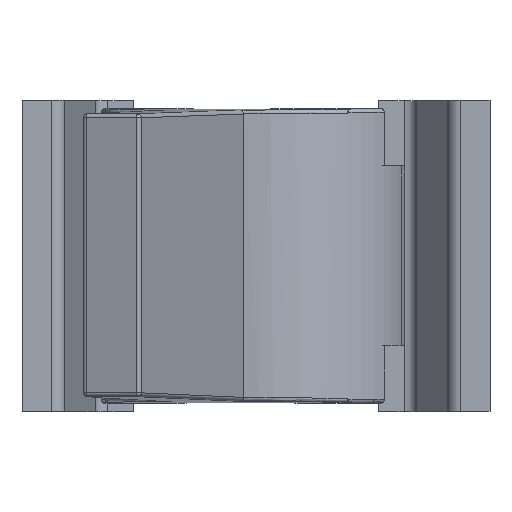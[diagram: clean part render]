
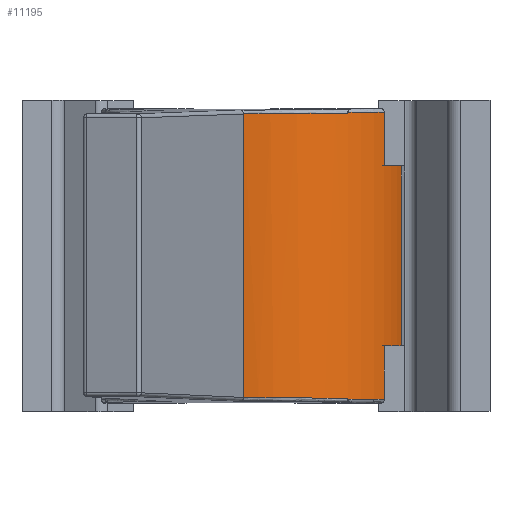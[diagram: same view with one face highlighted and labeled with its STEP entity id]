
A CAD part, top view. The second image highlights one B-rep face of the part: STEP entity #11195.
In plain terms, the highlighted cylindrical face has radius 6 mm (diameter 12 mm), a partial arc.
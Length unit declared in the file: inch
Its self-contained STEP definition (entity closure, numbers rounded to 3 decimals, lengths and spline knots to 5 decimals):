
#121=B_SPLINE_CURVE_WITH_KNOTS('',3,(#17419,#17420,#17421,#17422),
 .UNSPECIFIED.,.F.,.F.,(4,4),(-0.09226,-0.09205),
 .UNSPECIFIED.);
#122=B_SPLINE_CURVE_WITH_KNOTS('',3,(#17426,#17427,#17428,#17429),
 .UNSPECIFIED.,.F.,.F.,(4,4),(-0.04635,-0.04614),
 .UNSPECIFIED.);
#169=ELLIPSE('',#11977,0.23625,0.23622);
#170=ELLIPSE('',#11978,0.23625,0.23622);
#728=LINE('',#17377,#1959);
#731=LINE('',#17403,#1962);
#732=LINE('',#17407,#1963);
#733=LINE('',#17411,#1964);
#734=LINE('',#17415,#1965);
#735=LINE('',#17424,#1966);
#1959=VECTOR('',#13826,0.3937);
#1962=VECTOR('',#13831,0.3937);
#1963=VECTOR('',#13834,0.3937);
#1964=VECTOR('',#13837,0.3937);
#1965=VECTOR('',#13840,0.3937);
#1966=VECTOR('',#13843,0.3937);
#2719=CYLINDRICAL_SURFACE('',#11973,0.23622);
#3043=FACE_OUTER_BOUND('',#3695,.T.);
#3695=EDGE_LOOP('',(#8322,#8323,#8324,#8325,#8326,#8327,#8328,#8329,#8330,
#8331,#8332,#8333,#8334,#8335));
#4249=CIRCLE('',#11970,0.23622);
#4251=CIRCLE('',#11974,0.23622);
#4252=CIRCLE('',#11975,0.23622);
#4253=CIRCLE('',#11976,0.23622);
#4907=VERTEX_POINT('',#17350);
#4908=VERTEX_POINT('',#17361);
#4910=VERTEX_POINT('',#17376);
#4913=VERTEX_POINT('',#17402);
#4914=VERTEX_POINT('',#17404);
#4915=VERTEX_POINT('',#17406);
#4916=VERTEX_POINT('',#17408);
#4917=VERTEX_POINT('',#17410);
#4918=VERTEX_POINT('',#17412);
#4919=VERTEX_POINT('',#17414);
#4920=VERTEX_POINT('',#17416);
#4921=VERTEX_POINT('',#17418);
#4922=VERTEX_POINT('',#17423);
#4923=VERTEX_POINT('',#17425);
#6154=EDGE_CURVE('',#4907,#4908,#4249,.T.);
#6157=EDGE_CURVE('',#4910,#4908,#728,.T.);
#6161=EDGE_CURVE('',#4907,#4913,#731,.T.);
#6162=EDGE_CURVE('',#4913,#4914,#4251,.T.);
#6163=EDGE_CURVE('',#4914,#4915,#732,.T.);
#6164=EDGE_CURVE('',#4915,#4916,#4252,.T.);
#6165=EDGE_CURVE('',#4916,#4917,#733,.T.);
#6166=EDGE_CURVE('',#4918,#4917,#4253,.T.);
#6167=EDGE_CURVE('',#4918,#4919,#734,.T.);
#6168=EDGE_CURVE('',#4920,#4919,#169,.T.);
#6169=EDGE_CURVE('',#4921,#4920,#121,.T.);
#6170=EDGE_CURVE('',#4922,#4921,#735,.T.);
#6171=EDGE_CURVE('',#4923,#4922,#122,.T.);
#6172=EDGE_CURVE('',#4910,#4923,#170,.T.);
#8322=ORIENTED_EDGE('',*,*,#6154,.F.);
#8323=ORIENTED_EDGE('',*,*,#6161,.T.);
#8324=ORIENTED_EDGE('',*,*,#6162,.T.);
#8325=ORIENTED_EDGE('',*,*,#6163,.T.);
#8326=ORIENTED_EDGE('',*,*,#6164,.T.);
#8327=ORIENTED_EDGE('',*,*,#6165,.T.);
#8328=ORIENTED_EDGE('',*,*,#6166,.F.);
#8329=ORIENTED_EDGE('',*,*,#6167,.T.);
#8330=ORIENTED_EDGE('',*,*,#6168,.F.);
#8331=ORIENTED_EDGE('',*,*,#6169,.F.);
#8332=ORIENTED_EDGE('',*,*,#6170,.F.);
#8333=ORIENTED_EDGE('',*,*,#6171,.F.);
#8334=ORIENTED_EDGE('',*,*,#6172,.F.);
#8335=ORIENTED_EDGE('',*,*,#6157,.T.);
#11195=ADVANCED_FACE('',(#3043),#2719,.T.);
#11970=AXIS2_PLACEMENT_3D('',#17362,#13820,#13821);
#11973=AXIS2_PLACEMENT_3D('',#17401,#13829,#13830);
#11974=AXIS2_PLACEMENT_3D('',#17405,#13832,#13833);
#11975=AXIS2_PLACEMENT_3D('',#17409,#13835,#13836);
#11976=AXIS2_PLACEMENT_3D('',#17413,#13838,#13839);
#11977=AXIS2_PLACEMENT_3D('',#17417,#13841,#13842);
#11978=AXIS2_PLACEMENT_3D('',#17430,#13844,#13845);
#13820=DIRECTION('center_axis',(0.,-1.,0.));
#13821=DIRECTION('ref_axis',(0.723,0.,0.691));
#13826=DIRECTION('',(0.,-1.,0.));
#13829=DIRECTION('center_axis',(0.,1.,0.));
#13830=DIRECTION('ref_axis',(-0.081,0.,0.997));
#13831=DIRECTION('',(0.,1.,0.));
#13832=DIRECTION('center_axis',(0.,1.,0.));
#13833=DIRECTION('ref_axis',(-0.081,0.,0.997));
#13834=DIRECTION('',(0.,1.,0.));
#13835=DIRECTION('center_axis',(0.,-1.,0.));
#13836=DIRECTION('ref_axis',(-0.081,0.,0.997));
#13837=DIRECTION('',(0.,1.,0.));
#13838=DIRECTION('center_axis',(0.,1.,0.));
#13839=DIRECTION('ref_axis',(0.723,0.,0.691));
#13840=DIRECTION('',(0.,-1.,0.));
#13841=DIRECTION('center_axis',(-0.005,1.,
0.014));
#13842=DIRECTION('ref_axis',(-0.342,-0.015,0.94));
#13843=DIRECTION('',(0.,1.,0.));
#13844=DIRECTION('center_axis',(-0.005,-1.,
0.014));
#13845=DIRECTION('ref_axis',(-0.342,0.015,0.94));
#17350=CARTESIAN_POINT('',(0.1961,-0.21909,0.66674));
#17361=CARTESIAN_POINT('',(0.14032,-0.21909,0.72507));
#17362=CARTESIAN_POINT('Origin',(0.,-0.21909,
0.53504));
#17376=CARTESIAN_POINT('',(0.14032,-0.21801,0.72507));
#17377=CARTESIAN_POINT('',(0.14032,0.,0.72507));
#17401=CARTESIAN_POINT('Origin',(0.,0.,
0.53504));
#17402=CARTESIAN_POINT('',(0.1961,-0.1374,0.66674));
#17403=CARTESIAN_POINT('',(0.1961,0.,0.66674));
#17404=CARTESIAN_POINT('',(0.22197,-0.1374,0.61583));
#17405=CARTESIAN_POINT('Origin',(0.,-0.1374,
0.53504));
#17406=CARTESIAN_POINT('',(0.22197,0.1374,0.61583));
#17407=CARTESIAN_POINT('',(0.22197,0.,0.61583));
#17408=CARTESIAN_POINT('',(0.1961,0.1374,0.66674));
#17409=CARTESIAN_POINT('Origin',(0.,0.1374,
0.53504));
#17410=CARTESIAN_POINT('',(0.1961,0.21909,0.66674));
#17411=CARTESIAN_POINT('',(0.1961,0.,0.66674));
#17412=CARTESIAN_POINT('',(0.14032,0.21909,0.72507));
#17413=CARTESIAN_POINT('Origin',(0.,0.21909,
0.53504));
#17414=CARTESIAN_POINT('',(0.14032,0.21801,0.72507));
#17415=CARTESIAN_POINT('',(0.14032,0.,0.72507));
#17416=CARTESIAN_POINT('',(-0.01908,0.21656,0.77049));
#17417=CARTESIAN_POINT('Origin',(0.,0.21996,
0.53504));
#17418=CARTESIAN_POINT('',(-0.01908,0.21647,0.77049));
#17419=CARTESIAN_POINT('Ctrl Pts',(-0.01908,0.21647,
0.77049));
#17420=CARTESIAN_POINT('Ctrl Pts',(-0.01908,0.2165,
0.77049));
#17421=CARTESIAN_POINT('Ctrl Pts',(-0.01908,0.21653,
0.77049));
#17422=CARTESIAN_POINT('Ctrl Pts',(-0.01908,0.21656,
0.77049));
#17423=CARTESIAN_POINT('',(-0.01908,-0.21647,0.77049));
#17424=CARTESIAN_POINT('',(-0.01908,0.,0.77049));
#17425=CARTESIAN_POINT('',(-0.01908,-0.21656,0.77049));
#17426=CARTESIAN_POINT('Ctrl Pts',(-0.01908,-0.21656,
0.77049));
#17427=CARTESIAN_POINT('Ctrl Pts',(-0.01908,-0.21653,
0.77049));
#17428=CARTESIAN_POINT('Ctrl Pts',(-0.01908,-0.2165,
0.77049));
#17429=CARTESIAN_POINT('Ctrl Pts',(-0.01908,-0.21647,
0.77049));
#17430=CARTESIAN_POINT('Origin',(0.,-0.21996,
0.53504));
